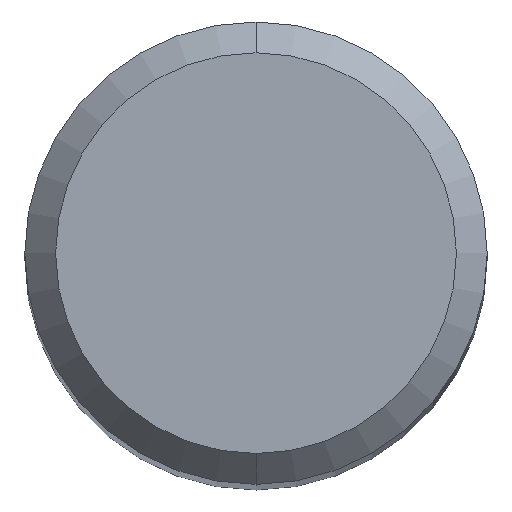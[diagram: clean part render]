
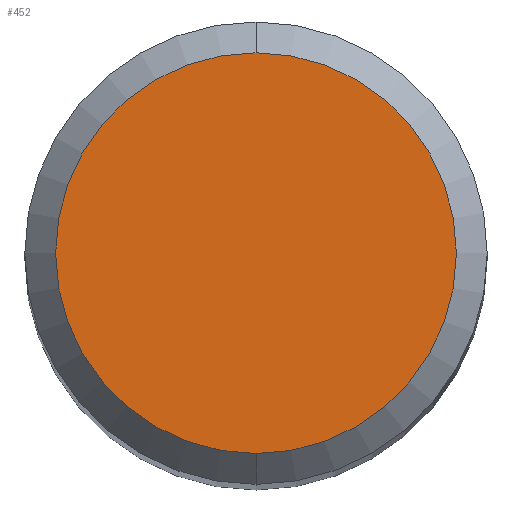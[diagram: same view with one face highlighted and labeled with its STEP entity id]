
A CAD part, top view. The second image highlights one B-rep face of the part: STEP entity #452.
In plain terms, the highlighted planar face has unit normal (0, 0, 1).
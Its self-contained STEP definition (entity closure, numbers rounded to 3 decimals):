
#176=EDGE_CURVE('',#442,#338,#477,.T.);
#182=EDGE_CURVE('',#338,#442,#483,.T.);
#338=VERTEX_POINT('',#654);
#442=VERTEX_POINT('',#769);
#452=ADVANCED_FACE('',(#781),#782,.T.);
#477=CIRCLE('',#803,2.6);
#483=CIRCLE('',#811,2.6);
#654=CARTESIAN_POINT('',(0.,-2.6,0.0));
#769=CARTESIAN_POINT('',(0.0,2.6,0.0));
#781=FACE_OUTER_BOUND('',#1414,.T.);
#782=PLANE('',#1415);
#803=AXIS2_PLACEMENT_3D('',#1421,#1422,#1423);
#811=AXIS2_PLACEMENT_3D('',#1427,#1428,#1429);
#1414=EDGE_LOOP('',(#1758,#1759));
#1415=AXIS2_PLACEMENT_3D('',#1760,#1761,#1762);
#1421=CARTESIAN_POINT('',(0.0,0.0,0.0));
#1422=DIRECTION('',(0.0,0.0,-1.0));
#1423=DIRECTION('',(0.0,1.0,0.0));
#1427=CARTESIAN_POINT('',(0.0,0.0,0.0));
#1428=DIRECTION('',(0.0,0.0,-1.0));
#1429=DIRECTION('',(0.0,1.0,0.0));
#1758=ORIENTED_EDGE('',*,*,#176,.F.);
#1759=ORIENTED_EDGE('',*,*,#182,.F.);
#1760=CARTESIAN_POINT('',(0.0,1.3,0.0));
#1761=DIRECTION('',(-0.0,0.0,1.0));
#1762=DIRECTION('',(0.0,-1.0,0.0));
